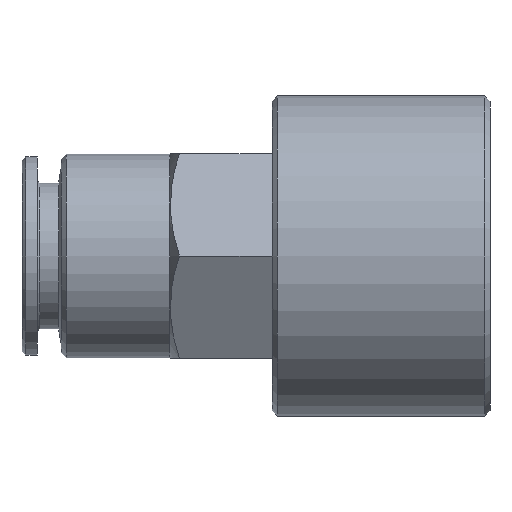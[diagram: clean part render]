
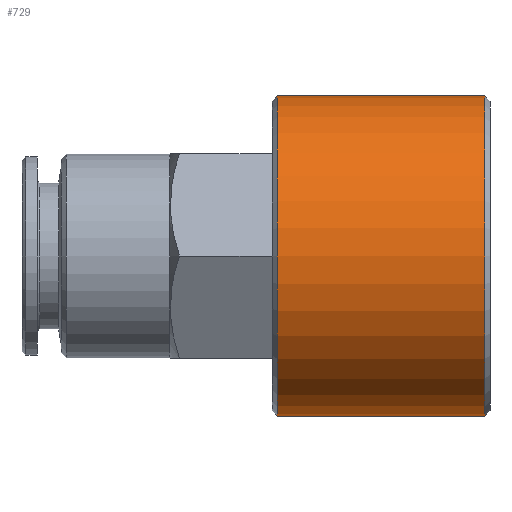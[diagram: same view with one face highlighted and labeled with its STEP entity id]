
A CAD part, left-side view. The second image highlights one B-rep face of the part: STEP entity #729.
In plain terms, the highlighted cylindrical face has radius 12.5 mm (diameter 25 mm), a partial arc.
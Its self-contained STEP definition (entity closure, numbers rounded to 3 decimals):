
#56 = CARTESIAN_POINT ( 'NONE',  ( 0., -3.305, -12.5 ) ) ;
#74 = VERTEX_POINT ( 'NONE', #899 ) ;
#93 = AXIS2_PLACEMENT_3D ( 'NONE', #288, #860, #828 ) ;
#129 = VECTOR ( 'NONE', #367, 1000. ) ;
#165 = DIRECTION ( 'NONE',  ( 0., 0., -1. ) ) ;
#187 = CIRCLE ( 'NONE', #918, 12.5 ) ;
#209 = EDGE_CURVE ( 'NONE', #1049, #74, #668, .T. ) ;
#288 = CARTESIAN_POINT ( 'NONE',  ( 0., -3.305, 0. ) ) ;
#367 = DIRECTION ( 'NONE',  ( 0., -1., 0. ) ) ;
#373 = EDGE_CURVE ( 'NONE', #1244, #657, #1061, .T. ) ;
#421 = AXIS2_PLACEMENT_3D ( 'NONE', #513, #1305, #165 ) ;
#513 = CARTESIAN_POINT ( 'NONE',  ( 0., 0.4, 0. ) ) ;
#527 = VECTOR ( 'NONE', #1276, 1000. ) ;
#569 = EDGE_CURVE ( 'NONE', #657, #74, #1236, .T. ) ;
#657 = VERTEX_POINT ( 'NONE', #1407 ) ;
#668 = LINE ( 'NONE', #56, #129 ) ;
#716 = ORIENTED_EDGE ( 'NONE', *, *, #796, .T. ) ;
#729 = ADVANCED_FACE ( 'NONE', ( #1088 ), #1438, .T. ) ;
#774 = DIRECTION ( 'NONE',  ( 0., 0., -1. ) ) ;
#796 = EDGE_CURVE ( 'NONE', #1244, #1049, #187, .T. ) ;
#828 = DIRECTION ( 'NONE',  ( 0., 0., -1. ) ) ;
#860 = DIRECTION ( 'NONE',  ( 0., -1., 0. ) ) ;
#899 = CARTESIAN_POINT ( 'NONE',  ( 0., 0.4, -12.5 ) ) ;
#918 = AXIS2_PLACEMENT_3D ( 'NONE', #1225, #1120, #774 ) ;
#1049 = VERTEX_POINT ( 'NONE', #1184 ) ;
#1050 = CARTESIAN_POINT ( 'NONE',  ( 0., 16.6, 12.5 ) ) ;
#1061 = LINE ( 'NONE', #1284, #527 ) ;
#1088 = FACE_OUTER_BOUND ( 'NONE', #1138, .T. ) ;
#1120 = DIRECTION ( 'NONE',  ( 0., -1., 0. ) ) ;
#1138 = EDGE_LOOP ( 'NONE', ( #1359, #716, #1404, #1174 ) ) ;
#1174 = ORIENTED_EDGE ( 'NONE', *, *, #569, .F. ) ;
#1184 = CARTESIAN_POINT ( 'NONE',  ( 0., 16.6, -12.5 ) ) ;
#1225 = CARTESIAN_POINT ( 'NONE',  ( 0., 16.6, 0. ) ) ;
#1236 = CIRCLE ( 'NONE', #421, 12.5 ) ;
#1244 = VERTEX_POINT ( 'NONE', #1050 ) ;
#1276 = DIRECTION ( 'NONE',  ( 0., -1., 0. ) ) ;
#1284 = CARTESIAN_POINT ( 'NONE',  ( 0., -3.305, 12.5 ) ) ;
#1305 = DIRECTION ( 'NONE',  ( 0., -1., 0. ) ) ;
#1359 = ORIENTED_EDGE ( 'NONE', *, *, #373, .F. ) ;
#1404 = ORIENTED_EDGE ( 'NONE', *, *, #209, .T. ) ;
#1407 = CARTESIAN_POINT ( 'NONE',  ( 0., 0.4, 12.5 ) ) ;
#1438 = CYLINDRICAL_SURFACE ( 'NONE', #93, 12.5 ) ;
